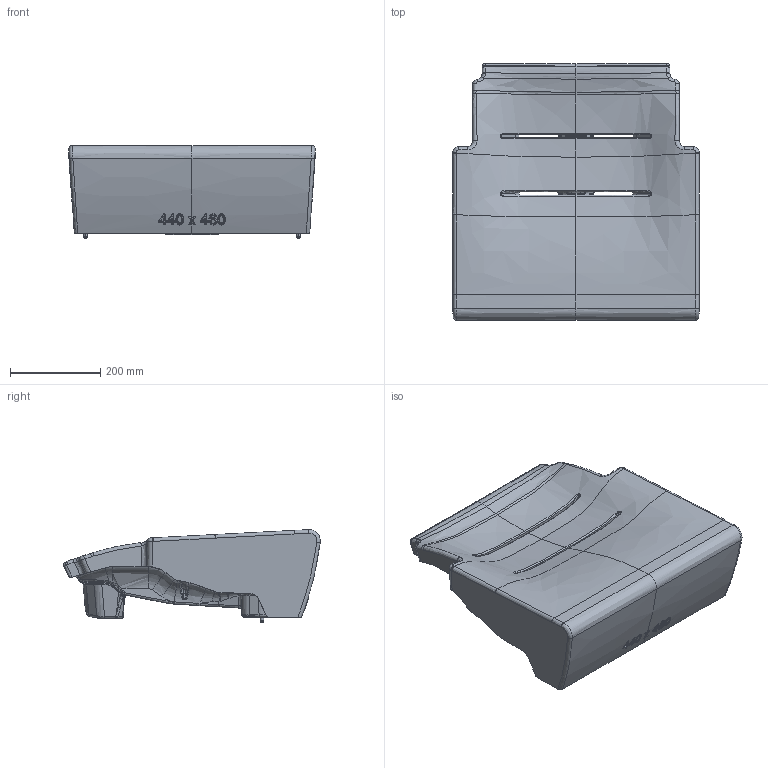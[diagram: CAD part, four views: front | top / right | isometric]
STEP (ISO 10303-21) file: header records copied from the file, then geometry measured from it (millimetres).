
FILE_DESCRIPTION(('FreeCAD Model'),'2;1');
FILE_NAME('Open CASCADE Shape Model','2025-04-27T01:05:59',('FreeCAD'),( 'FreeCAD'),'Open CASCADE STEP processor 7.6','FreeCAD','Unknown');
FILE_SCHEMA(('AUTOMOTIVE_DESIGN { 1 0 10303 214 1 1 1 1 }'));
Products named in the file (1): Open CASCADE STEP translator 7.6 1
Bounding box: 544.45 x 567.29 x 205.08 mm (x, y, z)
Volume: 23250421.9 mm3; surface area: 1984695 mm2
Topology: 1 solids, 2 shells, 6299 faces, 14915 edges, 8328 vertices
Faces by surface type: bspline 6299
Entity records: 500314 total; most frequent: CARTESIAN_POINT 412227, ORIENTED_EDGE 29230, EDGE_CURVE 14619, B_SPLINE_CURVE_WITH_KNOTS 12653, VERTEX_POINT 8328, FACE_BOUND 6329, EDGE_LOOP 6329, ADVANCED_FACE 6299
